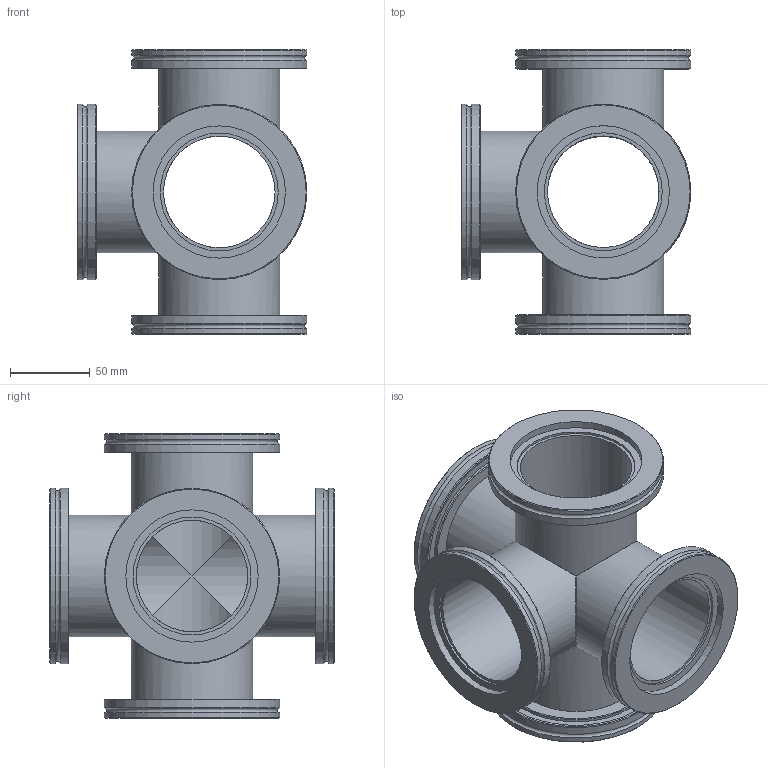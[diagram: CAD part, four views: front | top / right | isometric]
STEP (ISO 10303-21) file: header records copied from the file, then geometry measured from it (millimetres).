
FILE_DESCRIPTION(/* description */ (''),/* implementation_level */ '2;1');
FILE_NAME(/* name */ 'FL-5X80LF.stp',/* time_stamp */ '2019-02-11T15:13:22+00:00',/* author */ ('paul'),/* organization */ (''),/* preprocessor_version */ 'ST-DEVELOPER v17.2',/* originating_system */ 'Autodesk Inventor 2019',/* authorisation */ '');
FILE_SCHEMA (('AUTOMOTIVE_DESIGN { 1 0 10303 214 3 1 1 }'));
Length unit declared in the file: millimetre
Products named in the file (4): FL-5X40KF; TUBE; TUBE2a; FL-80LF-W
Assembly tree (10 placements, depth 2):
  FL-5X40KF
    TUBE  x4
    TUBE2a
    FL-80LF-W  x5
Bounding box: 144.2 x 178.4 x 178.4 mm (x, y, z)
Volume: 444879.8 mm3; surface area: 227795.4 mm2
Topology: 10 solids, 10 shells, 121 faces, 300 edges, 214 vertices
Faces by surface type: plane 51, cylinder 45, cone 20, torus 5
Full cylindrical faces by diameter (mm): 70 x5, 74 x5, 76.2 x5, 76.4 x5, 83 x5, 93 x5, 105 x5, 110 x10
Entity records: 1181 total; most frequent: DIRECTION 222, CARTESIAN_POINT 176, ORIENTED_EDGE 154, AXIS2_PLACEMENT_3D 100, EDGE_CURVE 77, VERTEX_POINT 54, CIRCLE 39, EDGE_LOOP 39
